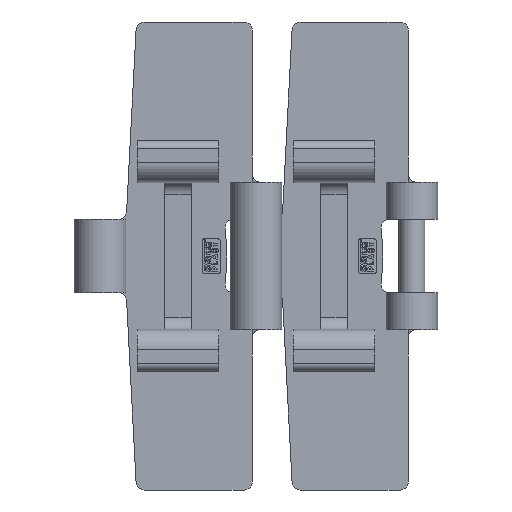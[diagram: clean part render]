
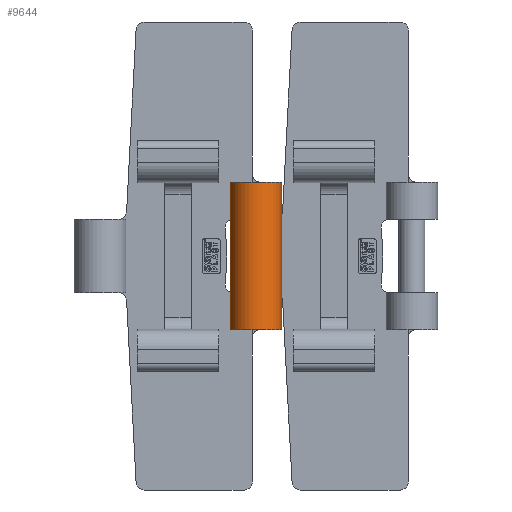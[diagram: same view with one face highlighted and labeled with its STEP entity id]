
A CAD part, front view. The second image highlights one B-rep face of the part: STEP entity #9644.
In plain terms, the highlighted cylindrical face has radius 6.3 mm (diameter 12.6 mm), a partial arc.
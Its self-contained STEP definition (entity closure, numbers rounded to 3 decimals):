
#1007=FACE_OUTER_BOUND('',#1540,.T.);
#1540=EDGE_LOOP('',(#8133,#8134,#8135,#8136,#8137,#8138,#8139,#8140,#8141,
#8142,#8143,#8144,#8145,#8146));
#1945=LINE('',#13283,#3001);
#1954=LINE('',#13345,#3010);
#1959=LINE('',#13378,#3015);
#1960=LINE('',#13381,#3016);
#2411=LINE('',#15213,#3467);
#2412=LINE('',#15215,#3468);
#3001=VECTOR('',#10920,9.);
#3010=VECTOR('',#10963,9.);
#3015=VECTOR('',#10980,9.);
#3016=VECTOR('',#10983,9.);
#3467=VECTOR('',#11934,18.);
#3468=VECTOR('',#11937,18.);
#3908=CIRCLE('',#9950,6.3);
#3911=CIRCLE('',#9954,6.3);
#3915=CIRCLE('',#9959,6.3);
#3952=CIRCLE('',#10016,6.3);
#3953=CIRCLE('',#10018,6.3);
#3962=CIRCLE('',#10030,6.3);
#3995=CIRCLE('',#10247,6.3);
#4021=CIRCLE('',#10284,6.3);
#4114=VERTEX_POINT('',#12955);
#4115=VERTEX_POINT('',#12956);
#4120=VERTEX_POINT('',#12968);
#4121=VERTEX_POINT('',#12969);
#4126=VERTEX_POINT('',#12981);
#4127=VERTEX_POINT('',#12982);
#4235=VERTEX_POINT('',#13281);
#4240=VERTEX_POINT('',#13307);
#4241=VERTEX_POINT('',#13311);
#4242=VERTEX_POINT('',#13312);
#4251=VERTEX_POINT('',#13344);
#4254=VERTEX_POINT('',#13368);
#4257=VERTEX_POINT('',#13375);
#4258=VERTEX_POINT('',#13380);
#5099=EDGE_CURVE('',#4114,#4115,#3908,.T.);
#5105=EDGE_CURVE('',#4120,#4121,#3911,.T.);
#5111=EDGE_CURVE('',#4126,#4127,#3915,.T.);
#5247=EDGE_CURVE('',#4235,#4120,#1945,.T.);
#5257=EDGE_CURVE('',#4235,#4240,#3952,.T.);
#5258=EDGE_CURVE('',#4241,#4242,#3953,.T.);
#5270=EDGE_CURVE('',#4251,#4241,#1954,.T.);
#5276=EDGE_CURVE('',#4251,#4254,#3962,.T.);
#5281=EDGE_CURVE('',#4257,#4254,#1959,.T.);
#5282=EDGE_CURVE('',#4258,#4240,#1960,.T.);
#5826=EDGE_CURVE('',#4115,#4258,#3995,.T.);
#5886=EDGE_CURVE('',#4114,#4126,#2411,.T.);
#5887=EDGE_CURVE('',#4127,#4257,#4021,.T.);
#5888=EDGE_CURVE('',#4242,#4121,#2412,.T.);
#8133=ORIENTED_EDGE('',*,*,#5099,.F.);
#8134=ORIENTED_EDGE('',*,*,#5886,.T.);
#8135=ORIENTED_EDGE('',*,*,#5111,.T.);
#8136=ORIENTED_EDGE('',*,*,#5887,.T.);
#8137=ORIENTED_EDGE('',*,*,#5281,.T.);
#8138=ORIENTED_EDGE('',*,*,#5276,.F.);
#8139=ORIENTED_EDGE('',*,*,#5270,.T.);
#8140=ORIENTED_EDGE('',*,*,#5258,.T.);
#8141=ORIENTED_EDGE('',*,*,#5888,.T.);
#8142=ORIENTED_EDGE('',*,*,#5105,.F.);
#8143=ORIENTED_EDGE('',*,*,#5247,.F.);
#8144=ORIENTED_EDGE('',*,*,#5257,.T.);
#8145=ORIENTED_EDGE('',*,*,#5282,.F.);
#8146=ORIENTED_EDGE('',*,*,#5826,.F.);
#9327=CYLINDRICAL_SURFACE('',#10283,6.3);
#9644=ADVANCED_FACE('',(#1007),#9327,.T.);
#9950=AXIS2_PLACEMENT_3D('',#12957,#10702,#10703);
#9954=AXIS2_PLACEMENT_3D('',#12970,#10713,#10714);
#9959=AXIS2_PLACEMENT_3D('',#12983,#10725,#10726);
#10016=AXIS2_PLACEMENT_3D('',#13309,#10937,#10938);
#10018=AXIS2_PLACEMENT_3D('',#13313,#10941,#10942);
#10030=AXIS2_PLACEMENT_3D('',#13369,#10971,#10972);
#10247=AXIS2_PLACEMENT_3D('',#15079,#11830,#11831);
#10283=AXIS2_PLACEMENT_3D('',#15212,#11932,#11933);
#10284=AXIS2_PLACEMENT_3D('',#15214,#11935,#11936);
#10702=DIRECTION('center_axis',(0.,0.,1.));
#10703=DIRECTION('ref_axis',(1.,0.,0.));
#10713=DIRECTION('center_axis',(0.,0.,1.));
#10714=DIRECTION('ref_axis',(1.,0.,0.));
#10725=DIRECTION('center_axis',(0.,0.,1.));
#10726=DIRECTION('ref_axis',(1.,0.,0.));
#10920=DIRECTION('',(0.,0.,-1.));
#10937=DIRECTION('center_axis',(0.,0.,-1.));
#10938=DIRECTION('ref_axis',(-1.,0.,0.));
#10941=DIRECTION('center_axis',(0.,0.,1.));
#10942=DIRECTION('ref_axis',(1.,0.,0.));
#10963=DIRECTION('',(0.,0.,1.));
#10971=DIRECTION('center_axis',(0.,0.,-1.));
#10972=DIRECTION('ref_axis',(-1.,0.,0.));
#10980=DIRECTION('',(0.,0.,-1.));
#10983=DIRECTION('',(0.,0.,1.));
#11830=DIRECTION('center_axis',(0.,0.,1.));
#11831=DIRECTION('ref_axis',(1.,0.,0.));
#11932=DIRECTION('center_axis',(0.,0.,-1.));
#11933=DIRECTION('ref_axis',(-0.347,-0.938,0.));
#11934=DIRECTION('',(0.,0.,-1.));
#11935=DIRECTION('center_axis',(0.,0.,1.));
#11936=DIRECTION('ref_axis',(1.,0.,0.));
#11937=DIRECTION('',(0.,0.,1.));
#12955=CARTESIAN_POINT('',(-3.78,5.04,9.));
#12956=CARTESIAN_POINT('',(-5.238,3.5,9.));
#12957=CARTESIAN_POINT('Origin',(0.,0.,9.));
#12968=CARTESIAN_POINT('',(6.213,1.043,9.));
#12969=CARTESIAN_POINT('',(6.149,1.371,9.));
#12970=CARTESIAN_POINT('Origin',(0.,0.,9.));
#12981=CARTESIAN_POINT('',(-3.78,5.04,-9.));
#12982=CARTESIAN_POINT('',(-5.238,3.5,-9.));
#12983=CARTESIAN_POINT('Origin',(0.,0.,-9.));
#13281=CARTESIAN_POINT('',(6.213,1.043,18.));
#13283=CARTESIAN_POINT('',(6.213,1.043,18.));
#13307=CARTESIAN_POINT('',(-6.149,1.371,18.));
#13309=CARTESIAN_POINT('Origin',(0.,0.,
18.));
#13311=CARTESIAN_POINT('',(6.213,1.043,-9.));
#13312=CARTESIAN_POINT('',(6.149,1.371,-9.));
#13313=CARTESIAN_POINT('Origin',(0.,0.,-9.));
#13344=CARTESIAN_POINT('',(6.213,1.043,-18.));
#13345=CARTESIAN_POINT('',(6.213,1.043,-18.));
#13368=CARTESIAN_POINT('',(-6.149,1.371,-18.));
#13369=CARTESIAN_POINT('Origin',(0.,0.,
-18.));
#13375=CARTESIAN_POINT('',(-6.149,1.371,-9.));
#13378=CARTESIAN_POINT('',(-6.149,1.371,-9.));
#13380=CARTESIAN_POINT('',(-6.149,1.371,9.));
#13381=CARTESIAN_POINT('',(-6.149,1.371,9.));
#15079=CARTESIAN_POINT('Origin',(0.,0.,9.));
#15212=CARTESIAN_POINT('Origin',(0.,0.,9.));
#15213=CARTESIAN_POINT('',(-3.78,5.04,9.));
#15214=CARTESIAN_POINT('Origin',(0.,0.,-9.));
#15215=CARTESIAN_POINT('',(6.149,1.371,-9.));
